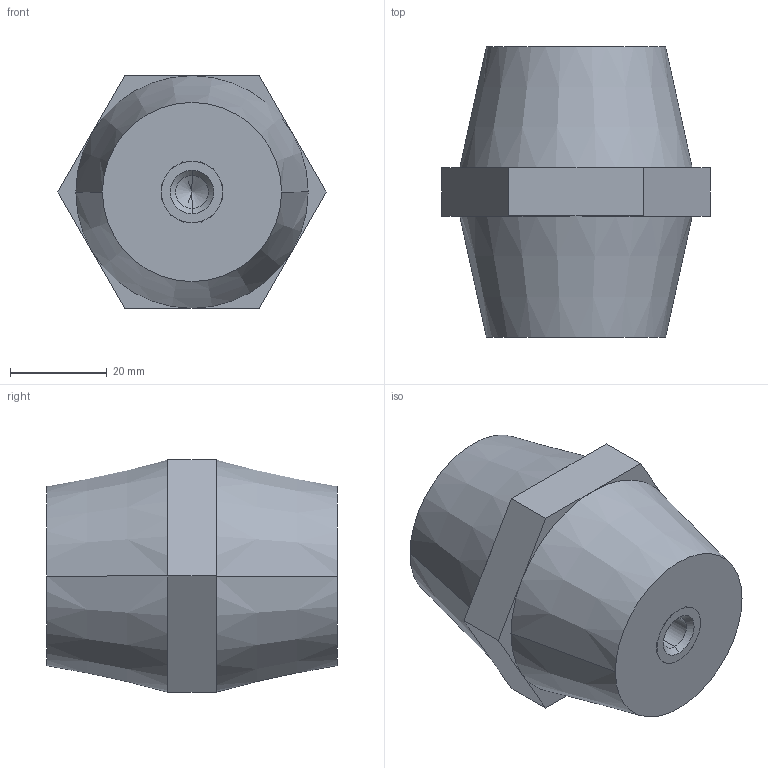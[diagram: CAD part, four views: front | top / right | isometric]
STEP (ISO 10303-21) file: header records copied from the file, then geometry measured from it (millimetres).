
FILE_DESCRIPTION (( 'STEP AP214' ), '1' );
FILE_NAME ('I60-M8.STEP', '2017-06-05T14:42:59', ( '' ), ( '' ), 'SwSTEP 2.0', 'SolidWorks 2017', '' );
FILE_SCHEMA (( 'AUTOMOTIVE_DESIGN' ));
Length unit declared in the file: millimetre
Products named in the file (3): PB1_0108(PB1_0108_08); PB1_0005; I60-M8
Assembly tree (3 placements, depth 2):
  I60-M8
    PB1_0108(PB1_0108_08)
    PB1_0005  x2
Bounding box: 55.43 x 60 x 48 mm (x, y, z)
Volume: 90370 mm3; surface area: 14784.4 mm2
Topology: 3 solids, 3 shells, 154 faces, 346 edges, 206 vertices
Faces by surface type: plane 82, cone 60, cylinder 12
Entity records: 3656 total; most frequent: CARTESIAN_POINT 1015, ORIENTED_EDGE 528, DIRECTION 514, EDGE_CURVE 264, AXIS2_PLACEMENT_3D 198, VERTEX_POINT 159, EDGE_LOOP 127, VECTOR 118
